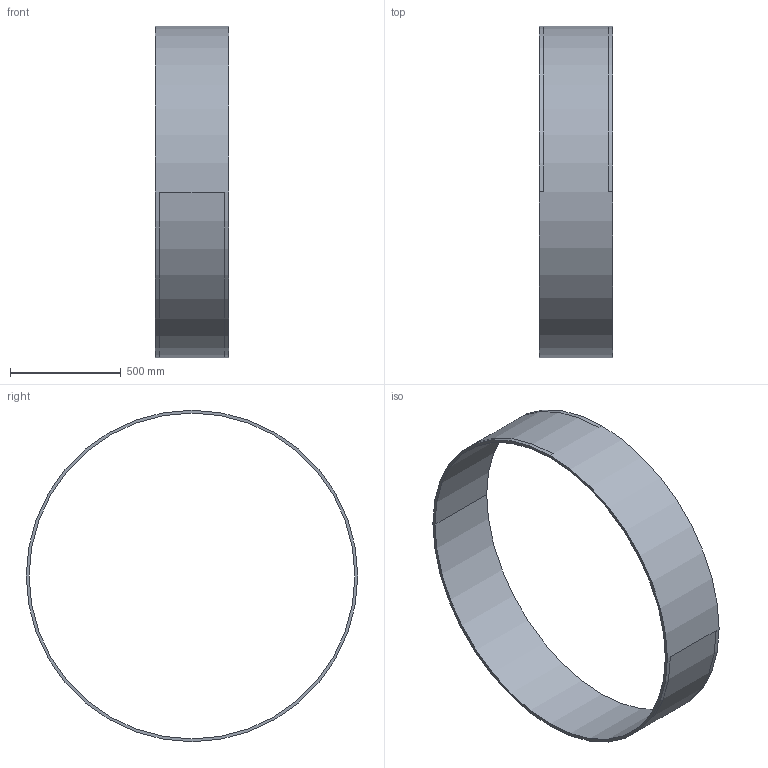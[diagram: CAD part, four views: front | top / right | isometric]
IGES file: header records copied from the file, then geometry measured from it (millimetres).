
Start section:  PTC IGES file: mice3-01-b.igs
Global section: file name: mice3-01-b.igs; native system: Pro/ENGINEER by Parametric Technology Corporation; preprocessor: 2004110; author: liuxiaokun; organization: Unknown; date: 080428.080944; units: millimetre
Bounding box: 330 x 1496.8 x 1496.8 mm (x, y, z)
Volume: 19997610.1 mm3; surface area: 3197782 mm2
Topology: 1 solids, 1 shells, 6 faces, 20 edges, 16 vertices
Faces by surface type: revolution 4, bspline 2
